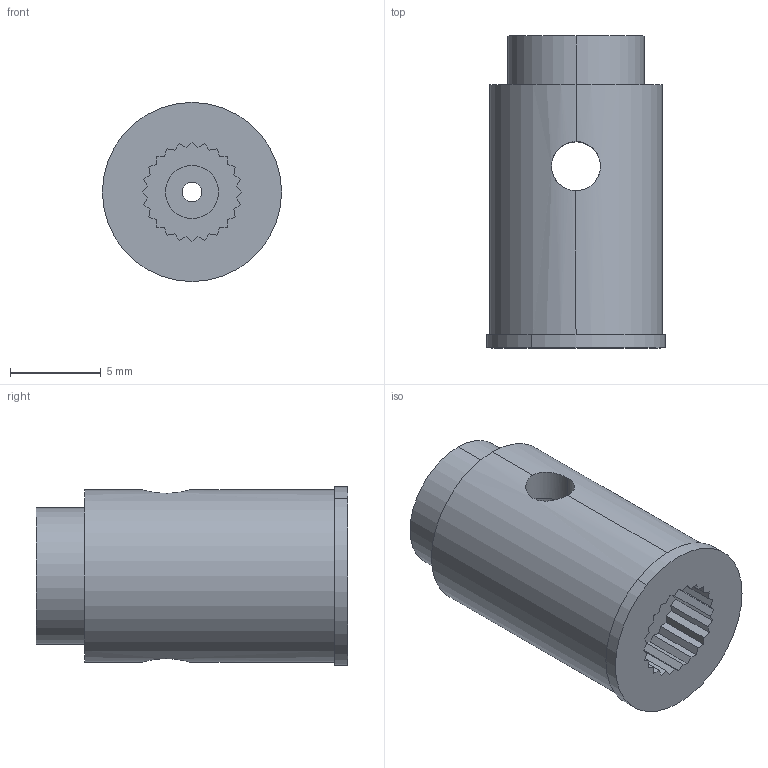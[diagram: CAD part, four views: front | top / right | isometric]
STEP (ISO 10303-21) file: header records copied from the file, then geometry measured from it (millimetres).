
FILE_DESCRIPTION (( 'STEP AP203' ), '1' );
FILE_NAME ('SR500 assembly.STEP', '2015-02-24T16:42:25', ( 'Kyle' ), ( 'Microsoft' ), 'SwSTEP 2.0', 'SolidWorks 2014', '' );
FILE_SCHEMA (( 'CONFIG_CONTROL_DESIGN' ));
Length unit declared in the file: inch
Products named in the file (4): SR500 assembly; SR500 (top); SR500 (Hitec adaptor); SR500 (main body)
Assembly tree (3 placements, depth 2):
  SR500 assembly
    SR500 (main body)
    SR500 (Hitec adaptor)
    SR500 (top)
Bounding box: 9.88 x 17.21 x 9.88 mm (x, y, z)
Volume: 973.8 mm3; surface area: 1460.8 mm2
Topology: 3 solids, 3 shells, 182 faces, 528 edges, 352 vertices
Faces by surface type: plane 156, cylinder 26
Entity records: 6646 total; most frequent: CARTESIAN_POINT 1412, ORIENTED_EDGE 1056, DIRECTION 912, EDGE_CURVE 528, LINE 464, VECTOR 464, VERTEX_POINT 352, AXIS2_PLACEMENT_3D 224
